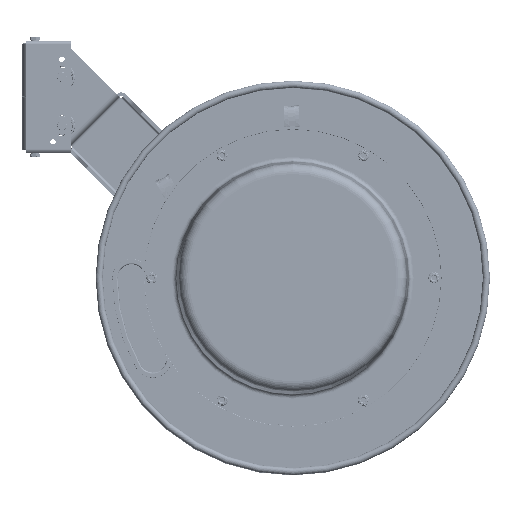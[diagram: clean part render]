
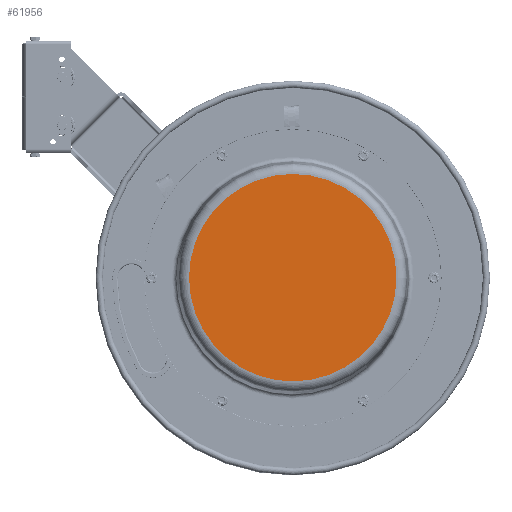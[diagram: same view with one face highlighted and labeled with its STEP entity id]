
A CAD part, top view. The second image highlights one B-rep face of the part: STEP entity #61956.
In plain terms, the highlighted planar face has unit normal (0, 0, 1).
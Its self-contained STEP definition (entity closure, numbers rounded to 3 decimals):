
#17462 = EDGE_CURVE ( 'NONE', #269885, #269885, #215006, .T. ) ;
#28002 = CARTESIAN_POINT ( 'NONE',  ( 100.199, -57.85, 410.5 ) ) ;
#45375 = CARTESIAN_POINT ( 'NONE',  ( 0., 0., 410.5 ) ) ;
#61956 = ADVANCED_FACE ( 'NONE', ( #176043 ), #236001, .T. ) ;
#73790 = AXIS2_PLACEMENT_3D ( 'NONE', #274338, #307717, #249615 ) ;
#96513 = EDGE_LOOP ( 'NONE', ( #210878 ) ) ;
#145803 = AXIS2_PLACEMENT_3D ( 'NONE', #45375, #313739, #230790 ) ;
#176043 = FACE_OUTER_BOUND ( 'NONE', #96513, .T. ) ;
#210878 = ORIENTED_EDGE ( 'NONE', *, *, #17462, .T. ) ;
#215006 = CIRCLE ( 'NONE', #73790, 115.699 ) ;
#230790 = DIRECTION ( 'NONE',  ( 0.866, -0.5, 0. ) ) ;
#236001 = PLANE ( 'NONE',  #145803 ) ;
#249615 = DIRECTION ( 'NONE',  ( 0.866, -0.5, 0. ) ) ;
#269885 = VERTEX_POINT ( 'NONE', #28002 ) ;
#274338 = CARTESIAN_POINT ( 'NONE',  ( 0., 0., 410.5 ) ) ;
#307717 = DIRECTION ( 'NONE',  ( 0., 0., 1. ) ) ;
#313739 = DIRECTION ( 'NONE',  ( 0., 0., 1. ) ) ;
